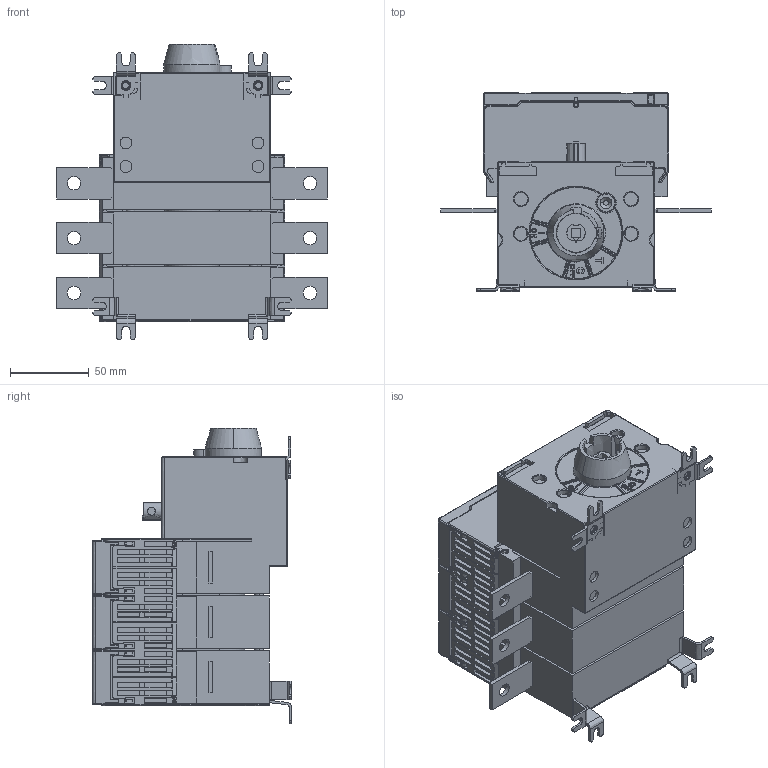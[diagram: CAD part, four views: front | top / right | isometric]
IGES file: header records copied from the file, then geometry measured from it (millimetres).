
Start section:  PTC IGES file: OS160GBS30.igs
Global section: file name: OS160GBS30.igs; native system: Creo Parametric by PTC Inc.; preprocessor: 2016130; author: fitojoe1; organization: Unknown; date: 20161202.134542; units: millimetre
Bounding box: 172 x 126.47 x 188 mm (x, y, z)
Volume: 1732831.8 mm3; surface area: 201526.9 mm2
Topology: 1 solids, 1 shells, 2538 faces, 7150 edges, 4561 vertices
Faces by surface type: bspline 2538
